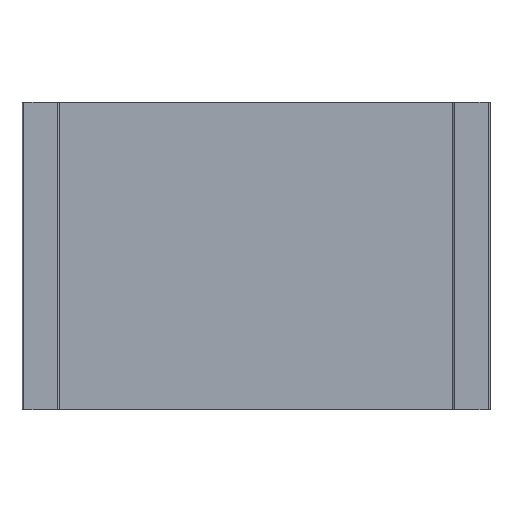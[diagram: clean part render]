
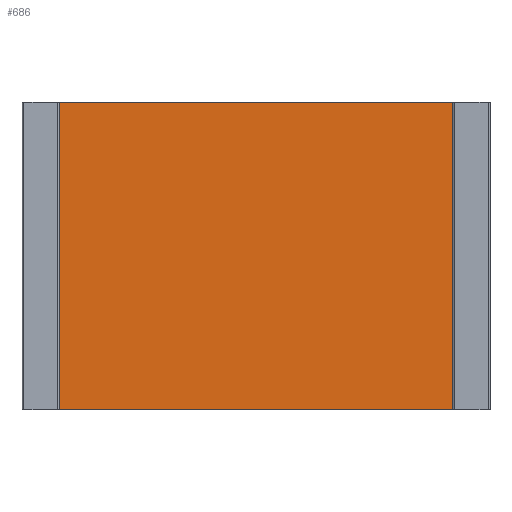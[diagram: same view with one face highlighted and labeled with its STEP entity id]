
A CAD part, top view. The second image highlights one B-rep face of the part: STEP entity #686.
In plain terms, the highlighted planar face has unit normal (0, 0, 1).
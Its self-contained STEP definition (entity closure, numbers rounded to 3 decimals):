
#437 = VERTEX_POINT('',#438);
#438 = CARTESIAN_POINT('',(-2.69,-2.1,0.65));
#444 = EDGE_CURVE('',#437,#445,#447,.T.);
#445 = VERTEX_POINT('',#446);
#446 = CARTESIAN_POINT('',(2.69,-2.1,0.65));
#447 = LINE('',#448,#449);
#448 = CARTESIAN_POINT('',(-2.69,-2.1,0.65));
#449 = VECTOR('',#450,1.);
#450 = DIRECTION('',(1.,0.,0.));
#543 = VERTEX_POINT('',#544);
#544 = CARTESIAN_POINT('',(-2.69,2.1,0.65));
#550 = EDGE_CURVE('',#543,#551,#553,.T.);
#551 = VERTEX_POINT('',#552);
#552 = CARTESIAN_POINT('',(2.69,2.1,0.65));
#553 = LINE('',#554,#555);
#554 = CARTESIAN_POINT('',(-2.69,2.1,0.65));
#555 = VECTOR('',#556,1.);
#556 = DIRECTION('',(1.,0.,0.));
#654 = EDGE_CURVE('',#445,#551,#655,.T.);
#655 = LINE('',#656,#657);
#656 = CARTESIAN_POINT('',(2.69,-2.1,0.65));
#657 = VECTOR('',#658,1.);
#658 = DIRECTION('',(0.,1.,0.));
#676 = EDGE_CURVE('',#437,#543,#677,.T.);
#677 = LINE('',#678,#679);
#678 = CARTESIAN_POINT('',(-2.69,-2.1,0.65));
#679 = VECTOR('',#680,1.);
#680 = DIRECTION('',(0.,1.,0.));
#686 = ADVANCED_FACE('',(#687),#693,.T.);
#687 = FACE_BOUND('',#688,.T.);
#688 = EDGE_LOOP('',(#689,#690,#691,#692));
#689 = ORIENTED_EDGE('',*,*,#676,.F.);
#690 = ORIENTED_EDGE('',*,*,#444,.T.);
#691 = ORIENTED_EDGE('',*,*,#654,.T.);
#692 = ORIENTED_EDGE('',*,*,#550,.F.);
#693 = PLANE('',#694);
#694 = AXIS2_PLACEMENT_3D('',#695,#696,#697);
#695 = CARTESIAN_POINT('',(-2.69,-2.1,0.65));
#696 = DIRECTION('',(0.,0.,1.));
#697 = DIRECTION('',(1.,0.,0.));
